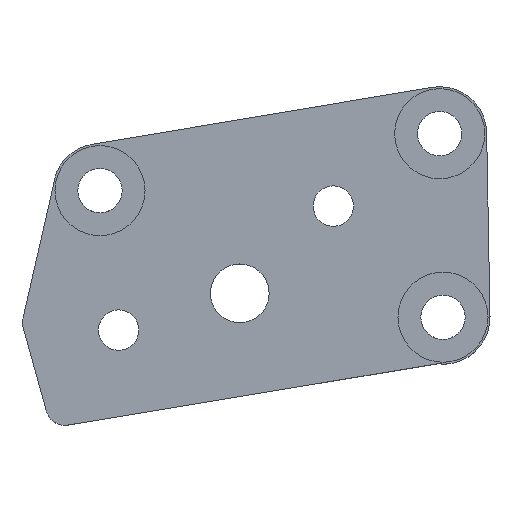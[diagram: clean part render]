
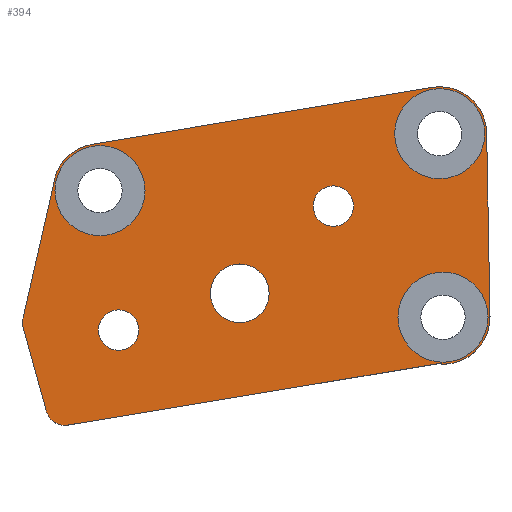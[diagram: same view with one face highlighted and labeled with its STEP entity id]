
A CAD part, top view. The second image highlights one B-rep face of the part: STEP entity #394.
In plain terms, the highlighted planar face has unit normal (0, 0, 1).
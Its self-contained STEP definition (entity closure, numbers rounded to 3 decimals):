
#31=FACE_BOUND('',#77,.T.);
#32=FACE_BOUND('',#78,.T.);
#33=FACE_BOUND('',#79,.T.);
#34=FACE_BOUND('',#80,.T.);
#35=FACE_BOUND('',#81,.T.);
#36=FACE_BOUND('',#82,.T.);
#38=PLANE('',#444);
#48=FACE_OUTER_BOUND('',#76,.T.);
#76=EDGE_LOOP('',(#302,#303,#304,#305,#306,#307,#308,#309,#310));
#77=EDGE_LOOP('',(#311));
#78=EDGE_LOOP('',(#312));
#79=EDGE_LOOP('',(#313));
#80=EDGE_LOOP('',(#314));
#81=EDGE_LOOP('',(#315));
#82=EDGE_LOOP('',(#316));
#108=LINE('',#650,#138);
#109=LINE('',#652,#139);
#110=LINE('',#656,#140);
#111=LINE('',#660,#141);
#112=LINE('',#663,#142);
#138=VECTOR('',#523,10.);
#139=VECTOR('',#524,10.);
#140=VECTOR('',#527,10.);
#141=VECTOR('',#530,10.);
#142=VECTOR('',#533,10.);
#171=CIRCLE('',#440,1.55);
#172=CIRCLE('',#442,3.45);
#174=CIRCLE('',#445,3.6);
#175=CIRCLE('',#446,1.5);
#176=CIRCLE('',#447,3.6);
#177=CIRCLE('',#448,3.6);
#178=CIRCLE('',#449,3.45);
#179=CIRCLE('',#450,1.55);
#180=CIRCLE('',#451,2.25);
#181=CIRCLE('',#452,3.45);
#201=VERTEX_POINT('',#636);
#202=VERTEX_POINT('',#640);
#204=VERTEX_POINT('',#646);
#205=VERTEX_POINT('',#647);
#206=VERTEX_POINT('',#649);
#207=VERTEX_POINT('',#651);
#208=VERTEX_POINT('',#653);
#209=VERTEX_POINT('',#655);
#210=VERTEX_POINT('',#657);
#211=VERTEX_POINT('',#659);
#212=VERTEX_POINT('',#661);
#213=VERTEX_POINT('',#664);
#214=VERTEX_POINT('',#666);
#215=VERTEX_POINT('',#668);
#216=VERTEX_POINT('',#670);
#238=EDGE_CURVE('',#201,#201,#171,.F.);
#239=EDGE_CURVE('',#202,#202,#172,.T.);
#242=EDGE_CURVE('',#204,#205,#174,.T.);
#243=EDGE_CURVE('',#204,#206,#108,.T.);
#244=EDGE_CURVE('',#206,#207,#109,.T.);
#245=EDGE_CURVE('',#208,#207,#175,.T.);
#246=EDGE_CURVE('',#208,#209,#110,.T.);
#247=EDGE_CURVE('',#210,#209,#176,.T.);
#248=EDGE_CURVE('',#211,#210,#111,.T.);
#249=EDGE_CURVE('',#212,#211,#177,.T.);
#250=EDGE_CURVE('',#205,#212,#112,.T.);
#251=EDGE_CURVE('',#213,#213,#178,.T.);
#252=EDGE_CURVE('',#214,#214,#179,.F.);
#253=EDGE_CURVE('',#215,#215,#180,.T.);
#254=EDGE_CURVE('',#216,#216,#181,.T.);
#302=ORIENTED_EDGE('',*,*,#242,.F.);
#303=ORIENTED_EDGE('',*,*,#243,.T.);
#304=ORIENTED_EDGE('',*,*,#244,.T.);
#305=ORIENTED_EDGE('',*,*,#245,.F.);
#306=ORIENTED_EDGE('',*,*,#246,.T.);
#307=ORIENTED_EDGE('',*,*,#247,.F.);
#308=ORIENTED_EDGE('',*,*,#248,.F.);
#309=ORIENTED_EDGE('',*,*,#249,.F.);
#310=ORIENTED_EDGE('',*,*,#250,.F.);
#311=ORIENTED_EDGE('',*,*,#251,.F.);
#312=ORIENTED_EDGE('',*,*,#252,.F.);
#313=ORIENTED_EDGE('',*,*,#238,.F.);
#314=ORIENTED_EDGE('',*,*,#253,.T.);
#315=ORIENTED_EDGE('',*,*,#254,.F.);
#316=ORIENTED_EDGE('',*,*,#239,.F.);
#394=ADVANCED_FACE('',(#48,#31,#32,#33,#34,#35,#36),#38,.F.);
#440=AXIS2_PLACEMENT_3D('',#638,#510,#511);
#442=AXIS2_PLACEMENT_3D('',#641,#514,#515);
#444=AXIS2_PLACEMENT_3D('',#645,#519,#520);
#445=AXIS2_PLACEMENT_3D('',#648,#521,#522);
#446=AXIS2_PLACEMENT_3D('',#654,#525,#526);
#447=AXIS2_PLACEMENT_3D('',#658,#528,#529);
#448=AXIS2_PLACEMENT_3D('',#662,#531,#532);
#449=AXIS2_PLACEMENT_3D('',#665,#534,#535);
#450=AXIS2_PLACEMENT_3D('',#667,#536,#537);
#451=AXIS2_PLACEMENT_3D('',#669,#538,#539);
#452=AXIS2_PLACEMENT_3D('',#671,#540,#541);
#510=DIRECTION('center_axis',(0.,0.,-1.));
#511=DIRECTION('ref_axis',(1.,0.,0.));
#514=DIRECTION('center_axis',(0.,0.,
1.));
#515=DIRECTION('ref_axis',(1.,0.,0.));
#519=DIRECTION('center_axis',(0.,0.,-1.));
#520=DIRECTION('ref_axis',(1.,0.,0.));
#521=DIRECTION('center_axis',(0.,0.,-1.));
#522=DIRECTION('ref_axis',(1.,0.,0.));
#523=DIRECTION('',(-0.223,-0.975,0.));
#524=DIRECTION('',(0.266,-0.964,0.));
#525=DIRECTION('center_axis',(0.,0.,-1.));
#526=DIRECTION('ref_axis',(0.164,-0.987,0.));
#527=DIRECTION('',(0.987,0.164,0.));
#528=DIRECTION('center_axis',(0.,0.,-1.));
#529=DIRECTION('ref_axis',(1.,0.,0.));
#530=DIRECTION('',(0.018,-1.,0.));
#531=DIRECTION('center_axis',(0.,0.,-1.));
#532=DIRECTION('ref_axis',(1.,0.,0.));
#533=DIRECTION('',(0.986,0.165,0.));
#534=DIRECTION('center_axis',(0.,0.,
1.));
#535=DIRECTION('ref_axis',(1.,0.,0.));
#536=DIRECTION('center_axis',(0.,0.,-1.));
#537=DIRECTION('ref_axis',(1.,0.,0.));
#538=DIRECTION('center_axis',(0.,0.,-1.));
#539=DIRECTION('ref_axis',(-1.,0.,0.));
#540=DIRECTION('center_axis',(0.,0.,
1.));
#541=DIRECTION('ref_axis',(1.,0.,0.));
#636=CARTESIAN_POINT('',(-4.383,28.285,70.758));
#638=CARTESIAN_POINT('Origin',(-2.833,28.285,70.758));
#640=CARTESIAN_POINT('',(2.119,19.771,70.758));
#641=CARTESIAN_POINT('Origin',(5.569,19.771,70.758));
#645=CARTESIAN_POINT('Origin',(-8.758,24.462,70.758));
#646=CARTESIAN_POINT('',(-24.299,29.761,70.758));
#647=CARTESIAN_POINT('',(-21.307,33.018,70.758));
#648=CARTESIAN_POINT('Origin',(-20.711,29.467,70.758));
#649=CARTESIAN_POINT('',(-26.685,19.326,70.758));
#650=CARTESIAN_POINT('',(-24.299,29.761,70.758));
#651=CARTESIAN_POINT('',(-24.828,12.593,70.758));
#652=CARTESIAN_POINT('',(-26.685,19.326,70.758));
#653=CARTESIAN_POINT('',(-23.136,11.512,70.758));
#654=CARTESIAN_POINT('Origin',(-23.382,12.992,70.758));
#655=CARTESIAN_POINT('',(5.121,16.2,70.758));
#656=CARTESIAN_POINT('',(-23.136,11.512,70.758));
#657=CARTESIAN_POINT('',(9.168,19.837,70.758));
#658=CARTESIAN_POINT('Origin',(5.569,19.771,70.758));
#659=CARTESIAN_POINT('',(8.912,33.897,70.758));
#660=CARTESIAN_POINT('',(8.912,33.897,70.758));
#661=CARTESIAN_POINT('',(4.683,37.376,70.758));
#662=CARTESIAN_POINT('Origin',(5.312,33.831,70.758));
#663=CARTESIAN_POINT('',(-21.307,33.018,70.758));
#664=CARTESIAN_POINT('',(1.862,33.831,70.758));
#665=CARTESIAN_POINT('Origin',(5.312,33.831,70.758));
#666=CARTESIAN_POINT('',(-20.837,18.785,70.758));
#667=CARTESIAN_POINT('Origin',(-19.287,18.785,70.758));
#668=CARTESIAN_POINT('',(-7.75,21.6,70.758));
#669=CARTESIAN_POINT('Origin',(-10.,21.6,70.758));
#670=CARTESIAN_POINT('',(-24.161,29.467,70.758));
#671=CARTESIAN_POINT('Origin',(-20.711,29.467,70.758));
